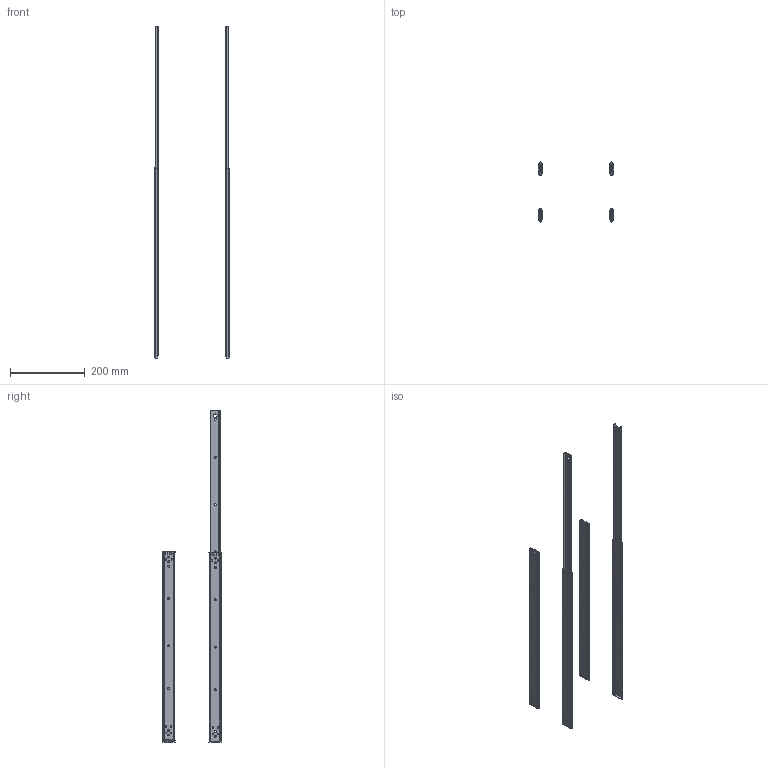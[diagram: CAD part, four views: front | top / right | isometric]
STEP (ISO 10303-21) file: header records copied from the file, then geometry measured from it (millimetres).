
FILE_DESCRIPTION (( 'STEP AP214' ), '1' );
FILE_NAME ('04415-Drawer Slides Pair Stainless Steel 508mm 37kg Load.STEP', '2018-11-01T03:42:11', ( '' ), ( '' ), 'SwSTEP 2.0', 'SolidWorks 2018', '' );
FILE_SCHEMA (( 'AUTOMOTIVE_DESIGN' ));
Length unit declared in the file: millimetre
Products named in the file (4): 4415 - Bearing Rack; 04415-Drawer Slides Pair Stainless Steel 508mm 37kg Load; 4415 - Outer; 4415 - Inner
Assembly tree (12 placements, depth 2):
  04415-Drawer Slides Pair Stainless Steel 508mm 37kg Load
    4415 - Outer  x4
    4415 - Inner  x4
    4415 - Bearing Rack  x4
Bounding box: 201.24 x 159.97 x 889 mm (x, y, z)
Volume: 278191.4 mm3; surface area: 430359.3 mm2
Topology: 160 solids, 160 shells, 5040 faces, 14504 edges, 9520 vertices
Faces by surface type: plane 2636, cylinder 1772, bspline 344, sphere 288
Entity records: 46691 total; most frequent: CARTESIAN_POINT 12951, ORIENTED_EDGE 6892, DIRECTION 6500, EDGE_CURVE 3446, VECTOR 2306, LINE 2306, VERTEX_POINT 2272, AXIS2_PLACEMENT_3D 2097
